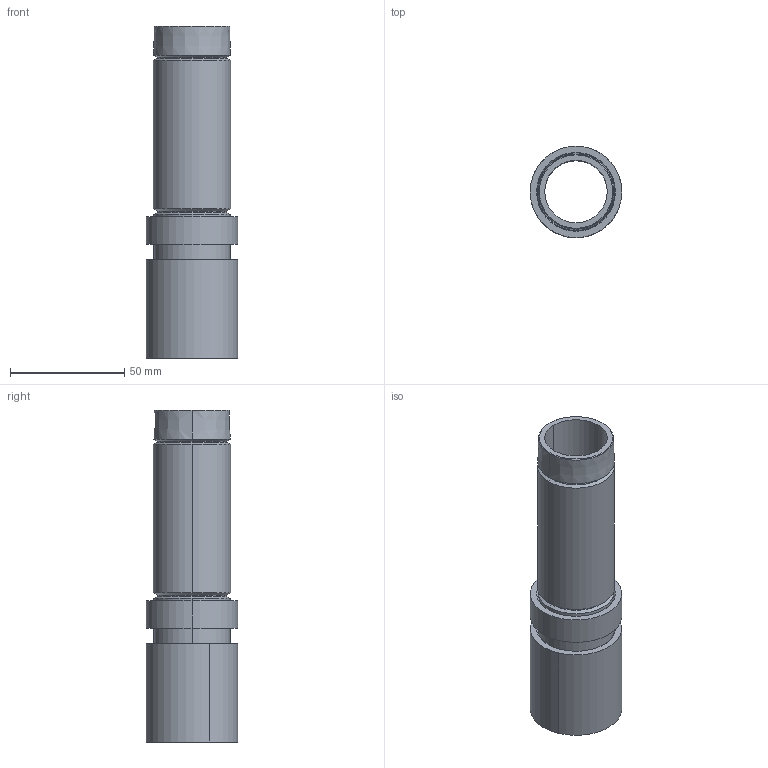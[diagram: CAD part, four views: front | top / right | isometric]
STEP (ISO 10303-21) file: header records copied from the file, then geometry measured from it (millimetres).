
FILE_DESCRIPTION (( 'STEP AP203' ), '1' );
FILE_NAME ('11-0228-06_outokumpu.step', '2015-08-11T13:25:34', ( '' ), ( '' ), 'SwSTEP 2.0', 'SolidWorks 2008', '' );
FILE_SCHEMA (( 'CONFIG_CONTROL_DESIGN' ));
Length unit declared in the file: millimetre
Products named in the file (4): longscrew-11-0228-06_outokumpu_longscrew-11-0228-06_outokumpu; short-nut-11-0228-06_outokumpu_short-nut-11-0228-06_outokumpu; nut-11-0228-06_outokumpu_nut-11-0228-06_outokumpu; 11-0228-06_outokumpu
Assembly tree (3 placements, depth 2):
  11-0228-06_outokumpu
    nut-11-0228-06_outokumpu_nut-11-0228-06_outokumpu
    longscrew-11-0228-06_outokumpu_longscrew-11-0228-06_outokumpu
    short-nut-11-0228-06_outokumpu_short-nut-11-0228-06_outokumpu
Bounding box: 40 x 40 x 145 mm (x, y, z)
Volume: 61928.4 mm3; surface area: 41656.4 mm2
Topology: 3 solids, 3 shells, 50 faces, 108 edges, 64 vertices
Faces by surface type: cone 22, cylinder 14, torus 8, plane 6
Entity records: 1798 total; most frequent: DIRECTION 292, CARTESIAN_POINT 228, ORIENTED_EDGE 216, AXIS2_PLACEMENT_3D 128, EDGE_CURVE 108, CIRCLE 72, VERTEX_POINT 64, EDGE_LOOP 56
